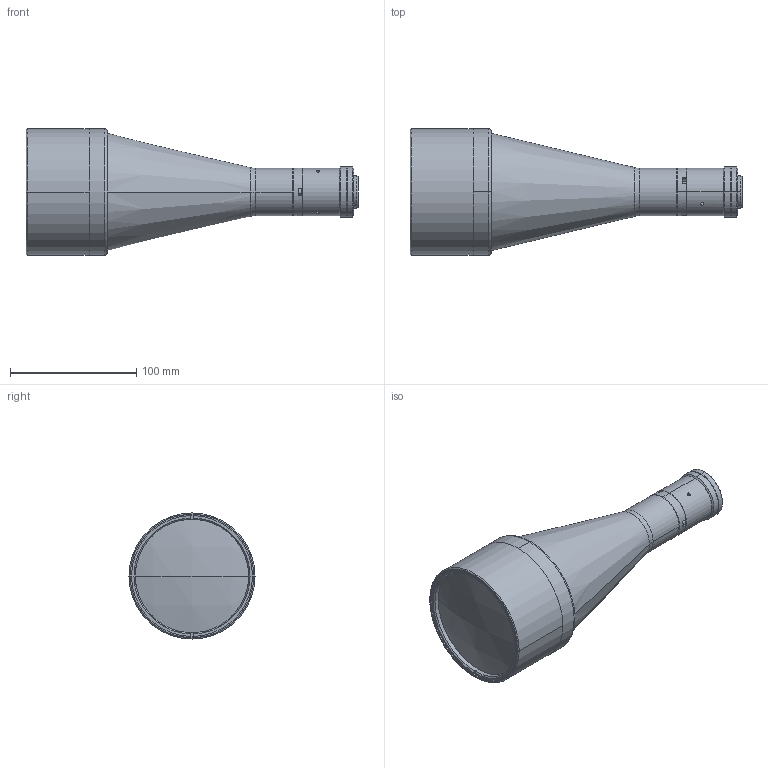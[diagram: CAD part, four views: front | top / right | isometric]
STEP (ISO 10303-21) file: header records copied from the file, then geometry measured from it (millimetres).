
FILE_DESCRIPTION (( 'STEP AP203' ), '1' );
FILE_NAME ('TC1MHR064-C.step', '2018-11-28T08:37:40', ( '' ), ( '' ), 'SwSTEP 2.0', 'SolidWorks 2018', '' );
FILE_SCHEMA (( 'CONFIG_CONTROL_DESIGN' ));
Length unit declared in the file: millimetre
Products named in the file (1): TC1MHR064-C
Bounding box: 263.26 x 100 x 100 mm (x, y, z)
Surface area: 78375 mm2 (no closed solid volume)
Topology: 0 solids, 14 shells, 103 faces, 299 edges, 211 vertices
Faces by surface type: cylinder 45, plane 34, cone 14, torus 8, sphere 2
Entity records: 3782 total; most frequent: CARTESIAN_POINT 854, DIRECTION 669, ORIENTED_EDGE 493, EDGE_CURVE 299, AXIS2_PLACEMENT_3D 282, VERTEX_POINT 211, CIRCLE 178, EDGE_LOOP 135
